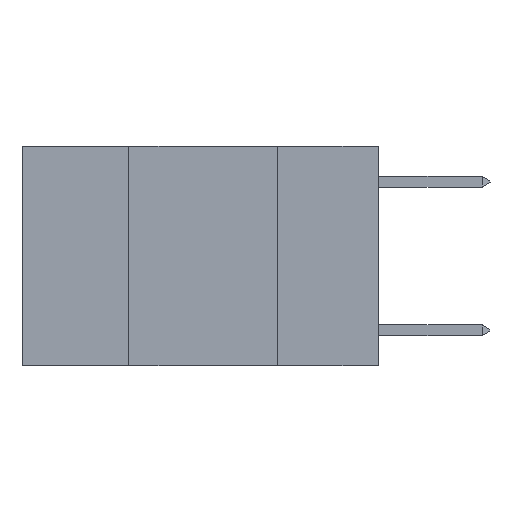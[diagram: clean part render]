
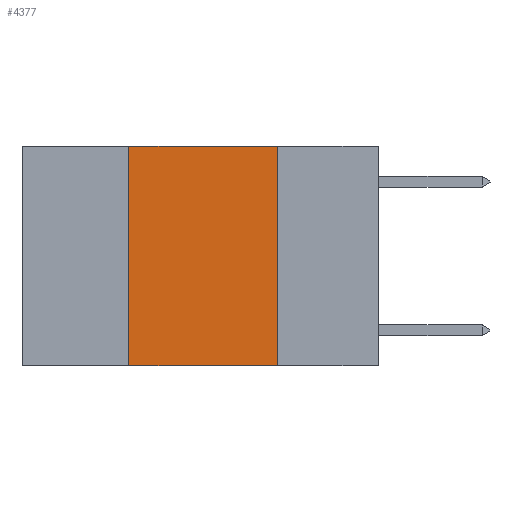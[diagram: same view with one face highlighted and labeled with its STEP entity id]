
A CAD part, left-side view. The second image highlights one B-rep face of the part: STEP entity #4377.
In plain terms, the highlighted planar face has unit normal (-1, 0, 0).
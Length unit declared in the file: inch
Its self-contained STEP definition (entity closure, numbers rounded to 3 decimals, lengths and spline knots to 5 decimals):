
#48 = CARTESIAN_POINT ( 'NONE',  ( 0., 0.42, -0.37 ) ) ;
#77 = VECTOR ( 'NONE', #20465, 39.37008 ) ;
#363 = VECTOR ( 'NONE', #7023, 39.37008 ) ;
#2114 = DIRECTION ( 'NONE',  ( 1., 0., 0. ) ) ;
#2304 = LINE ( 'NONE', #4500, #77 ) ;
#4377 = ADVANCED_FACE ( 'NONE', ( #13185 ), #23927, .F. ) ;
#4500 = CARTESIAN_POINT ( 'NONE',  ( 0., 0.6, -0.37 ) ) ;
#4507 = DIRECTION ( 'NONE',  ( 0., 0., -1. ) ) ;
#6929 = CARTESIAN_POINT ( 'NONE',  ( 0., 0.42, 0. ) ) ;
#7019 = VERTEX_POINT ( 'NONE', #48 ) ;
#7023 = DIRECTION ( 'NONE',  ( 0., 0., 1. ) ) ;
#7240 = LINE ( 'NONE', #14509, #11935 ) ;
#8344 = LINE ( 'NONE', #21582, #24173 ) ;
#9917 = EDGE_CURVE ( 'NONE', #14423, #25215, #7240, .T. ) ;
#11206 = AXIS2_PLACEMENT_3D ( 'NONE', #14132, #2114, #16134 ) ;
#11935 = VECTOR ( 'NONE', #4507, 39.37008 ) ;
#12204 = CARTESIAN_POINT ( 'NONE',  ( 0., 0.17, 0. ) ) ;
#13185 = FACE_OUTER_BOUND ( 'NONE', #19155, .T. ) ;
#14132 = CARTESIAN_POINT ( 'NONE',  ( 0., 0.6, 0. ) ) ;
#14423 = VERTEX_POINT ( 'NONE', #12204 ) ;
#14509 = CARTESIAN_POINT ( 'NONE',  ( 0., 0.17, 0. ) ) ;
#14528 = EDGE_CURVE ( 'NONE', #7019, #25215, #2304, .T. ) ;
#15733 = DIRECTION ( 'NONE',  ( 0., -1., 0. ) ) ;
#16134 = DIRECTION ( 'NONE',  ( 0., 0., -1. ) ) ;
#16186 = EDGE_CURVE ( 'NONE', #22743, #14423, #8344, .T. ) ;
#16237 = CARTESIAN_POINT ( 'NONE',  ( 0., 0.17, -0.37 ) ) ;
#19155 = EDGE_LOOP ( 'NONE', ( #19681, #19755, #20555, #21162 ) ) ;
#19681 = ORIENTED_EDGE ( 'NONE', *, *, #9917, .F. ) ;
#19755 = ORIENTED_EDGE ( 'NONE', *, *, #16186, .F. ) ;
#20465 = DIRECTION ( 'NONE',  ( 0., -1., 0. ) ) ;
#20555 = ORIENTED_EDGE ( 'NONE', *, *, #20967, .F. ) ;
#20967 = EDGE_CURVE ( 'NONE', #7019, #22743, #24231, .T. ) ;
#21162 = ORIENTED_EDGE ( 'NONE', *, *, #14528, .T. ) ;
#21582 = CARTESIAN_POINT ( 'NONE',  ( 0., 0.6, 0. ) ) ;
#22743 = VERTEX_POINT ( 'NONE', #23337 ) ;
#23337 = CARTESIAN_POINT ( 'NONE',  ( 0., 0.42, 0. ) ) ;
#23927 = PLANE ( 'NONE',  #11206 ) ;
#24173 = VECTOR ( 'NONE', #15733, 39.37008 ) ;
#24231 = LINE ( 'NONE', #6929, #363 ) ;
#25215 = VERTEX_POINT ( 'NONE', #16237 ) ;
